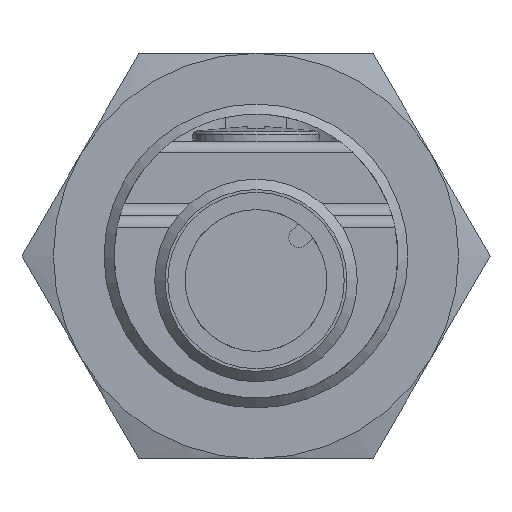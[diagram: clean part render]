
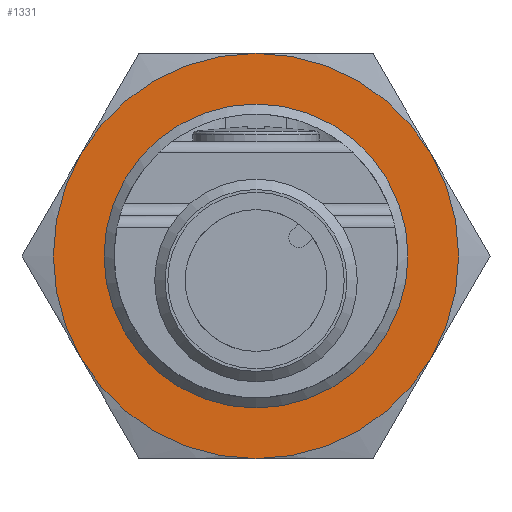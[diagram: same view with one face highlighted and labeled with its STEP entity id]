
A CAD part, left-side view. The second image highlights one B-rep face of the part: STEP entity #1331.
In plain terms, the highlighted planar face has unit normal (-1, 0, 0).
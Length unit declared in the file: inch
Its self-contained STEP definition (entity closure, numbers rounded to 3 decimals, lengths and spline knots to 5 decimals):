
#60 = AXIS2_PLACEMENT_3D ( 'NONE', #1402, #3794, #3475 ) ;
#86 = EDGE_CURVE ( 'NONE', #1268, #582, #2342, .T. ) ;
#168 = DIRECTION ( 'NONE',  ( 0., 1., 0. ) ) ;
#174 = EDGE_CURVE ( 'NONE', #712, #1268, #480, .T. ) ;
#368 = VERTEX_POINT ( 'NONE', #3850 ) ;
#478 = EDGE_LOOP ( 'NONE', ( #1694, #2042, #2988, #1022, #3416, #3958 ) ) ;
#480 = CIRCLE ( 'NONE', #60, 0.47244 ) ;
#582 = VERTEX_POINT ( 'NONE', #1734 ) ;
#712 = VERTEX_POINT ( 'NONE', #1456 ) ;
#839 = CARTESIAN_POINT ( 'NONE',  ( 2.00787, 0., -0.35433 ) ) ;
#909 = CARTESIAN_POINT ( 'NONE',  ( 2.00787, 0., 0. ) ) ;
#954 = CARTESIAN_POINT ( 'NONE',  ( 2.00787, 0., 0. ) ) ;
#972 = EDGE_CURVE ( 'NONE', #4319, #712, #2096, .T. ) ;
#987 = DIRECTION ( 'NONE',  ( -1., 0., 0. ) ) ;
#1022 = ORIENTED_EDGE ( 'NONE', *, *, #4152, .F. ) ;
#1037 = VERTEX_POINT ( 'NONE', #839 ) ;
#1111 = AXIS2_PLACEMENT_3D ( 'NONE', #3762, #2366, #1353 ) ;
#1204 = DIRECTION ( 'NONE',  ( 1., 0., 0. ) ) ;
#1262 = DIRECTION ( 'NONE',  ( 0., 1., 0. ) ) ;
#1268 = VERTEX_POINT ( 'NONE', #2693 ) ;
#1331 = ADVANCED_FACE ( 'NONE', ( #3258, #3627 ), #2073, .T. ) ;
#1353 = DIRECTION ( 'NONE',  ( 0., 1., 0. ) ) ;
#1354 = EDGE_CURVE ( 'NONE', #582, #368, #1799, .T. ) ;
#1402 = CARTESIAN_POINT ( 'NONE',  ( 2.00787, 0., 0. ) ) ;
#1422 = CIRCLE ( 'NONE', #3723, 0.47244 ) ;
#1456 = CARTESIAN_POINT ( 'NONE',  ( 2.00787, 0.40915, -0.23622 ) ) ;
#1462 = EDGE_CURVE ( 'NONE', #1037, #1037, #3727, .T. ) ;
#1694 = ORIENTED_EDGE ( 'NONE', *, *, #174, .F. ) ;
#1716 = AXIS2_PLACEMENT_3D ( 'NONE', #2947, #1204, #168 ) ;
#1734 = CARTESIAN_POINT ( 'NONE',  ( 2.00787, 0., 0.47244 ) ) ;
#1745 = AXIS2_PLACEMENT_3D ( 'NONE', #3461, #4151, #3487 ) ;
#1783 = AXIS2_PLACEMENT_3D ( 'NONE', #909, #3320, #3334 ) ;
#1799 = CIRCLE ( 'NONE', #1111, 0.47244 ) ;
#1960 = CIRCLE ( 'NONE', #1716, 0.47244 ) ;
#2042 = ORIENTED_EDGE ( 'NONE', *, *, #972, .F. ) ;
#2073 = PLANE ( 'NONE',  #3652 ) ;
#2089 = CARTESIAN_POINT ( 'NONE',  ( 2.00787, 0., -0.47244 ) ) ;
#2096 = CIRCLE ( 'NONE', #2927, 0.47244 ) ;
#2342 = CIRCLE ( 'NONE', #1745, 0.47244 ) ;
#2366 = DIRECTION ( 'NONE',  ( 1., 0., 0. ) ) ;
#2662 = DIRECTION ( 'NONE',  ( 0., 0., 1. ) ) ;
#2693 = CARTESIAN_POINT ( 'NONE',  ( 2.00787, 0.40915, 0.23622 ) ) ;
#2697 = CARTESIAN_POINT ( 'NONE',  ( 2.00787, -0.35433, 0. ) ) ;
#2927 = AXIS2_PLACEMENT_3D ( 'NONE', #3669, #4007, #1262 ) ;
#2947 = CARTESIAN_POINT ( 'NONE',  ( 2.00787, 0., 0. ) ) ;
#2988 = ORIENTED_EDGE ( 'NONE', *, *, #4043, .F. ) ;
#3087 = EDGE_LOOP ( 'NONE', ( #4217 ) ) ;
#3258 = FACE_BOUND ( 'NONE', #3087, .T. ) ;
#3302 = CARTESIAN_POINT ( 'NONE',  ( 2.00787, -0.40915, -0.23622 ) ) ;
#3320 = DIRECTION ( 'NONE',  ( 1., 0., 0. ) ) ;
#3334 = DIRECTION ( 'NONE',  ( 0., 0., -1. ) ) ;
#3369 = DIRECTION ( 'NONE',  ( 1., 0., 0. ) ) ;
#3372 = VERTEX_POINT ( 'NONE', #3302 ) ;
#3382 = DIRECTION ( 'NONE',  ( 0., 0., -1. ) ) ;
#3416 = ORIENTED_EDGE ( 'NONE', *, *, #1354, .F. ) ;
#3461 = CARTESIAN_POINT ( 'NONE',  ( 2.00787, 0., 0. ) ) ;
#3475 = DIRECTION ( 'NONE',  ( 0., 0., 1. ) ) ;
#3487 = DIRECTION ( 'NONE',  ( 0., 1., 0. ) ) ;
#3627 = FACE_OUTER_BOUND ( 'NONE', #478, .T. ) ;
#3652 = AXIS2_PLACEMENT_3D ( 'NONE', #2697, #987, #3382 ) ;
#3669 = CARTESIAN_POINT ( 'NONE',  ( 2.00787, 0., 0. ) ) ;
#3723 = AXIS2_PLACEMENT_3D ( 'NONE', #954, #3369, #2662 ) ;
#3727 = CIRCLE ( 'NONE', #1783, 0.35433 ) ;
#3762 = CARTESIAN_POINT ( 'NONE',  ( 2.00787, 0., 0. ) ) ;
#3794 = DIRECTION ( 'NONE',  ( 1., 0., 0. ) ) ;
#3850 = CARTESIAN_POINT ( 'NONE',  ( 2.00787, -0.40915, 0.23622 ) ) ;
#3958 = ORIENTED_EDGE ( 'NONE', *, *, #86, .F. ) ;
#4007 = DIRECTION ( 'NONE',  ( 1., 0., 0. ) ) ;
#4043 = EDGE_CURVE ( 'NONE', #3372, #4319, #1960, .T. ) ;
#4151 = DIRECTION ( 'NONE',  ( 1., 0., 0. ) ) ;
#4152 = EDGE_CURVE ( 'NONE', #368, #3372, #1422, .T. ) ;
#4217 = ORIENTED_EDGE ( 'NONE', *, *, #1462, .T. ) ;
#4319 = VERTEX_POINT ( 'NONE', #2089 ) ;
